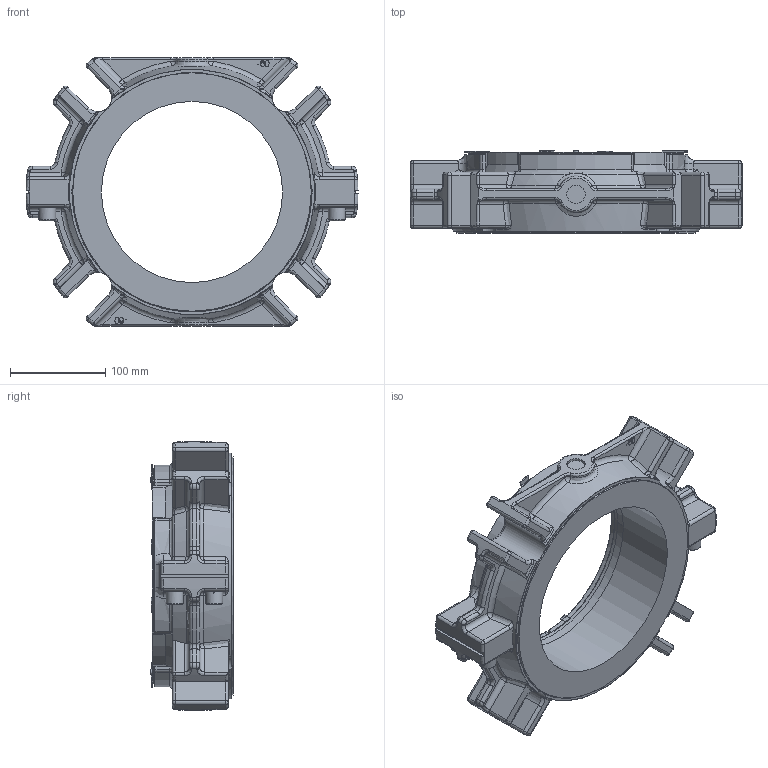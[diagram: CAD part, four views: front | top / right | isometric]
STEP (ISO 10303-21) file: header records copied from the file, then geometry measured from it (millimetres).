
FILE_DESCRIPTION(/* description */ ('Unknown'),/* implementation_level */ '2;1');
FILE_NAME(/* name */ '7.500 RDSX -60 SEAL ARRANGEMENT',/* time_stamp */ '2023-02-17T10:33:20-05:00',/* author */ ('Unknown'),/* organization */ ('Unknown'),/* preprocessor_version */ 'ST-DEVELOPER v16.7',/* originating_system */ 'Solid Edge',/* authorisation */ 'Unknown');
FILE_SCHEMA (('AUTOMOTIVE_DESIGN {1 0 10303 214 3 1 1}'));
Length unit declared in the file: millimetre
Products named in the file (1): 3120410
Bounding box: 349.2 x 86.51 x 282.16 mm (x, y, z)
Volume: 2506086.3 mm3; surface area: 257718.8 mm2
Topology: 1 solids, 5 shells, 981 faces, 2589 edges, 1580 vertices
Faces by surface type: cylinder 295, plane 222, torus 218, bspline 146, sphere 66, cone 34
Full cylindrical faces by diameter (mm): 5 x2, 11.989 x2, 12 x4, 18 x4, 19.263 x2, 190.5 x1, 193.675 x1, 250.825 x1
Entity records: 32692 total; most frequent: CARTESIAN_POINT 9869, ORIENTED_EDGE 5002, DIRECTION 4618, EDGE_CURVE 2501, AXIS2_PLACEMENT_3D 1931, VERTEX_POINT 1550, CIRCLE 1063, EDGE_LOOP 1035
